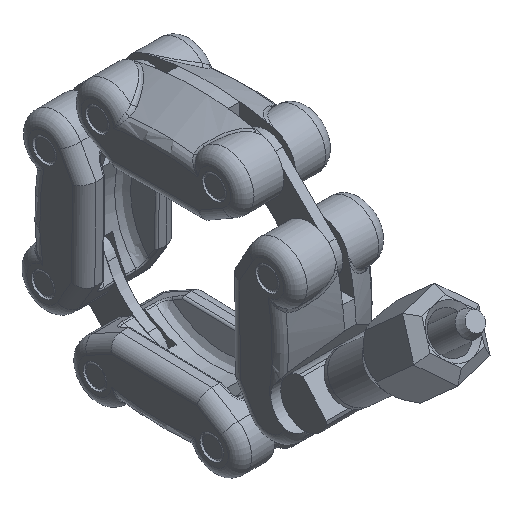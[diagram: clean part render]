
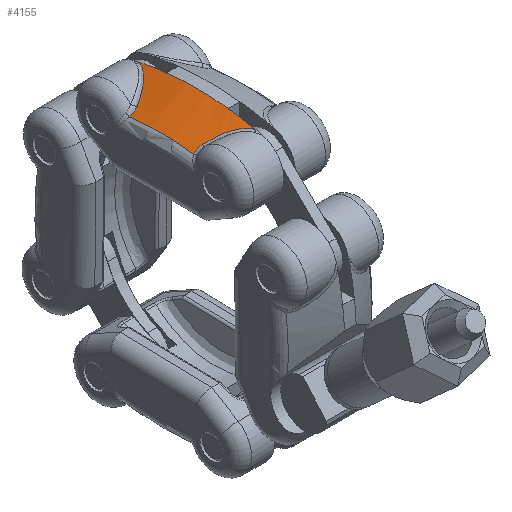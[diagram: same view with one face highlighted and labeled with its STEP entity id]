
A CAD part, isometric view. The second image highlights one B-rep face of the part: STEP entity #4155.
In plain terms, the highlighted conical face has half-angle 30 degrees and reference radius 53.862 mm.
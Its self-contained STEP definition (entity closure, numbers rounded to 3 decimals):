
#194=CONICAL_SURFACE('',#4642,53.862,0.524);
#221=B_SPLINE_CURVE_WITH_KNOTS('',3,(#6607,#6608,#6609,#6610),
 .UNSPECIFIED.,.F.,.F.,(4,4),(0.,0.002),
 .UNSPECIFIED.);
#222=B_SPLINE_CURVE_WITH_KNOTS('',3,(#6613,#6614,#6615,#6616,#6617,#6618),
 .UNSPECIFIED.,.F.,.F.,(4,1,1,4),(0.,0.004,
0.006,0.009),.UNSPECIFIED.);
#223=B_SPLINE_CURVE_WITH_KNOTS('',3,(#6623,#6624,#6625,#6626,#6627,#6628),
 .UNSPECIFIED.,.F.,.F.,(4,1,1,4),(0.,0.002,
0.004,0.009),.UNSPECIFIED.);
#224=B_SPLINE_CURVE_WITH_KNOTS('',3,(#6630,#6631,#6632,#6633),
 .UNSPECIFIED.,.F.,.F.,(4,4),(0.,0.002),.UNSPECIFIED.);
#335=CIRCLE('',#4597,59.);
#361=CIRCLE('',#4643,59.);
#362=CIRCLE('',#4644,59.);
#363=CIRCLE('',#4645,54.583);
#817=ORIENTED_EDGE('',*,*,#2046,.T.);
#818=ORIENTED_EDGE('',*,*,#2047,.T.);
#819=ORIENTED_EDGE('',*,*,#2048,.T.);
#820=ORIENTED_EDGE('',*,*,#1969,.T.);
#821=ORIENTED_EDGE('',*,*,#2049,.T.);
#822=ORIENTED_EDGE('',*,*,#2050,.T.);
#823=ORIENTED_EDGE('',*,*,#2051,.T.);
#824=ORIENTED_EDGE('',*,*,#2052,.T.);
#1969=EDGE_CURVE('',#2592,#2591,#335,.T.);
#2046=EDGE_CURVE('',#2657,#2658,#221,.T.);
#2047=EDGE_CURVE('',#2658,#2659,#222,.T.);
#2048=EDGE_CURVE('',#2659,#2592,#361,.T.);
#2049=EDGE_CURVE('',#2591,#2660,#362,.F.);
#2050=EDGE_CURVE('',#2660,#2661,#223,.T.);
#2051=EDGE_CURVE('',#2661,#2662,#224,.T.);
#2052=EDGE_CURVE('',#2662,#2657,#363,.F.);
#2591=VERTEX_POINT('',#6374);
#2592=VERTEX_POINT('',#6376);
#2657=VERTEX_POINT('',#6611);
#2658=VERTEX_POINT('',#6612);
#2659=VERTEX_POINT('',#6619);
#2660=VERTEX_POINT('',#6622);
#2661=VERTEX_POINT('',#6629);
#2662=VERTEX_POINT('',#6634);
#3412=EDGE_LOOP('',(#817,#818,#819,#820,#821,#822,#823,#824));
#3746=FACE_BOUND('',#3412,.T.);
#4155=ADVANCED_FACE('',(#3746),#194,.T.);
#4597=AXIS2_PLACEMENT_3D('',#6375,#5128,#5129);
#4642=AXIS2_PLACEMENT_3D('',#6606,#5249,#5250);
#4643=AXIS2_PLACEMENT_3D('',#6620,#5251,#5252);
#4644=AXIS2_PLACEMENT_3D('',#6621,#5253,#5254);
#4645=AXIS2_PLACEMENT_3D('',#6635,#5255,#5256);
#5128=DIRECTION('',(-1.,0.,0.));
#5129=DIRECTION('',(0.,0.,1.));
#5249=DIRECTION('',(1.,0.,0.));
#5250=DIRECTION('',(0.,0.,-1.));
#5251=DIRECTION('',(-1.,0.,0.));
#5252=DIRECTION('',(0.,0.,1.));
#5253=DIRECTION('',(1.,0.,0.));
#5254=DIRECTION('',(0.,0.,-1.));
#5255=DIRECTION('',(-1.,0.,0.));
#5256=DIRECTION('',(0.,0.,1.));
#6374=CARTESIAN_POINT('',(-1.25,6.6,58.63));
#6375=CARTESIAN_POINT('',(-1.25,0.,0.));
#6376=CARTESIAN_POINT('',(-1.25,-6.6,58.63));
#6606=CARTESIAN_POINT('',(-10.15,0.,0.));
#6607=CARTESIAN_POINT('',(-8.9,-6.878,54.148));
#6608=CARTESIAN_POINT('',(-8.329,-6.716,54.501));
#6609=CARTESIAN_POINT('',(-7.719,-6.782,54.848));
#6610=CARTESIAN_POINT('',(-7.15,-7.03,55.147));
#6611=CARTESIAN_POINT('',(-8.9,-6.878,54.148));
#6612=CARTESIAN_POINT('',(-7.15,-7.03,55.147));
#6613=CARTESIAN_POINT('',(-7.15,-7.03,55.147));
#6614=CARTESIAN_POINT('',(-5.944,-7.555,55.782));
#6615=CARTESIAN_POINT('',(-4.227,-8.528,56.653));
#6616=CARTESIAN_POINT('',(-2.216,-10.531,57.493));
#6617=CARTESIAN_POINT('',(-1.477,-11.818,57.675));
#6618=CARTESIAN_POINT('',(-1.25,-12.524,57.655));
#6619=CARTESIAN_POINT('',(-1.25,-12.524,57.655));
#6620=CARTESIAN_POINT('',(-1.25,0.,0.));
#6621=CARTESIAN_POINT('',(-1.25,0.,0.));
#6622=CARTESIAN_POINT('',(-1.25,12.524,57.655));
#6623=CARTESIAN_POINT('',(-1.25,12.524,57.655));
#6624=CARTESIAN_POINT('',(-1.477,11.819,57.675));
#6625=CARTESIAN_POINT('',(-2.203,10.552,57.496));
#6626=CARTESIAN_POINT('',(-4.189,8.554,56.671));
#6627=CARTESIAN_POINT('',(-5.943,7.556,55.783));
#6628=CARTESIAN_POINT('',(-7.15,7.03,55.147));
#6629=CARTESIAN_POINT('',(-7.15,7.03,55.147));
#6630=CARTESIAN_POINT('',(-7.15,7.03,55.147));
#6631=CARTESIAN_POINT('',(-7.719,6.782,54.848));
#6632=CARTESIAN_POINT('',(-8.33,6.716,54.501));
#6633=CARTESIAN_POINT('',(-8.9,6.878,54.148));
#6634=CARTESIAN_POINT('',(-8.9,6.878,54.148));
#6635=CARTESIAN_POINT('',(-8.9,0.,0.));
